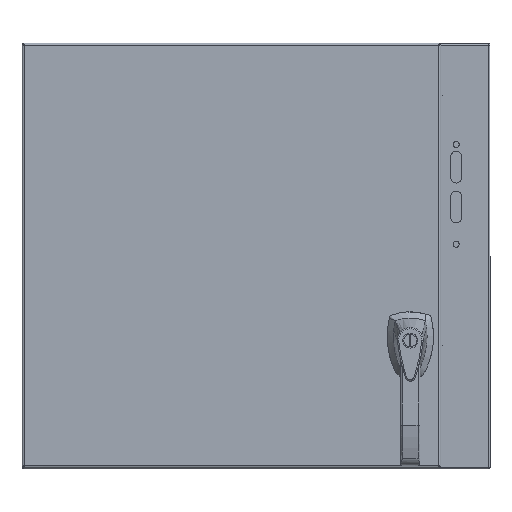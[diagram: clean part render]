
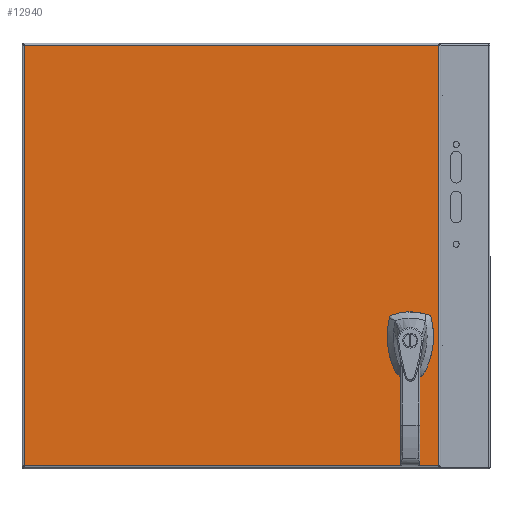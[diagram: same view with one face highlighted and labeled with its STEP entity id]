
A CAD part, front view. The second image highlights one B-rep face of the part: STEP entity #12940.
In plain terms, the highlighted planar face has unit normal (0, -1, 0).
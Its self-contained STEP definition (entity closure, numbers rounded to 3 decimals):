
#373 = DIRECTION ( 'NONE',  ( 0., 0., 1. ) ) ;
#566 = ORIENTED_EDGE ( 'NONE', *, *, #35458, .T. ) ;
#586 = EDGE_CURVE ( 'NONE', #50046, #50046, #25684, .T. ) ;
#914 = VERTEX_POINT ( 'NONE', #1560 ) ;
#1109 = CARTESIAN_POINT ( 'NONE',  ( -276.212, -224.46, 250.85 ) ) ;
#1277 = ORIENTED_EDGE ( 'NONE', *, *, #13455, .T. ) ;
#1298 = DIRECTION ( 'NONE',  ( 1., 0., 0. ) ) ;
#1330 = VERTEX_POINT ( 'NONE', #47462 ) ;
#1376 = EDGE_CURVE ( 'NONE', #23051, #914, #2568, .T. ) ;
#1560 = CARTESIAN_POINT ( 'NONE',  ( 190.462, -224.46, -111.646 ) ) ;
#1625 = VECTOR ( 'NONE', #5517, 1000. ) ;
#1690 = CARTESIAN_POINT ( 'NONE',  ( 194.64, -224.46, -250.876 ) ) ;
#1747 = VECTOR ( 'NONE', #50650, 1000. ) ;
#1882 = ORIENTED_EDGE ( 'NONE', *, *, #40172, .T. ) ;
#2488 = AXIS2_PLACEMENT_3D ( 'NONE', #32010, #53241, #3228 ) ;
#2521 = CARTESIAN_POINT ( 'NONE',  ( 218.364, -224.46, 250.85 ) ) ;
#2568 = LINE ( 'NONE', #31070, #1625 ) ;
#3221 = EDGE_CURVE ( 'NONE', #17872, #6154, #16790, .T. ) ;
#3228 = DIRECTION ( 'NONE',  ( 0., 0., -1. ) ) ;
#3266 = FACE_BOUND ( 'NONE', #48811, .T. ) ;
#4638 = VERTEX_POINT ( 'NONE', #1109 ) ;
#5088 = DIRECTION ( 'NONE',  ( 0.707, 0., 0.707 ) ) ;
#5180 = ORIENTED_EDGE ( 'NONE', *, *, #10458, .T. ) ;
#5517 = DIRECTION ( 'NONE',  ( -0.707, 0., -0.707 ) ) ;
#6154 = VERTEX_POINT ( 'NONE', #40071 ) ;
#8109 = LINE ( 'NONE', #24010, #17741 ) ;
#8437 = CARTESIAN_POINT ( 'NONE',  ( 178.727, -224.46, -111.646 ) ) ;
#9155 = CARTESIAN_POINT ( 'NONE',  ( 184.594, -224.46, -139.827 ) ) ;
#10458 = EDGE_CURVE ( 'NONE', #49503, #23418, #22091, .T. ) ;
#10515 = DIRECTION ( 'NONE',  ( 0., -1., 0. ) ) ;
#10785 = PLANE ( 'NONE',  #19327 ) ;
#11360 = LINE ( 'NONE', #40128, #16921 ) ;
#11920 = CARTESIAN_POINT ( 'NONE',  ( 218.364, -224.46, -250.876 ) ) ;
#12415 = DIRECTION ( 'NONE',  ( -1., 0., 0. ) ) ;
#12796 = EDGE_LOOP ( 'NONE', ( #37948, #566, #1882, #13962 ) ) ;
#12856 = VECTOR ( 'NONE', #13791, 1000. ) ;
#12940 = ADVANCED_FACE ( 'NONE', ( #39570, #47891, #3266 ), #10785, .T. ) ;
#12962 = DIRECTION ( 'NONE',  ( 0.707, 0., -0.707 ) ) ;
#13313 = VERTEX_POINT ( 'NONE', #24068 ) ;
#13455 = EDGE_CURVE ( 'NONE', #914, #17872, #32137, .T. ) ;
#13791 = DIRECTION ( 'NONE',  ( 0., 0., -1. ) ) ;
#13962 = ORIENTED_EDGE ( 'NONE', *, *, #47476, .T. ) ;
#16655 = LINE ( 'NONE', #50513, #46334 ) ;
#16790 = LINE ( 'NONE', #8437, #1747 ) ;
#16848 = ORIENTED_EDGE ( 'NONE', *, *, #50243, .T. ) ;
#16921 = VECTOR ( 'NONE', #31821, 1000. ) ;
#17741 = VECTOR ( 'NONE', #12415, 1000. ) ;
#17872 = VERTEX_POINT ( 'NONE', #40168 ) ;
#18824 = ORIENTED_EDGE ( 'NONE', *, *, #22721, .T. ) ;
#19327 = AXIS2_PLACEMENT_3D ( 'NONE', #23719, #10515, #26941 ) ;
#22091 = LINE ( 'NONE', #34709, #34648 ) ;
#22349 = CARTESIAN_POINT ( 'NONE',  ( 194.64, -224.46, -95.733 ) ) ;
#22721 = EDGE_CURVE ( 'NONE', #23418, #23051, #42317, .T. ) ;
#23051 = VERTEX_POINT ( 'NONE', #52846 ) ;
#23418 = VERTEX_POINT ( 'NONE', #22349 ) ;
#23464 = ORIENTED_EDGE ( 'NONE', *, *, #3221, .T. ) ;
#23719 = CARTESIAN_POINT ( 'NONE',  ( -276.212, -224.46, -250.876 ) ) ;
#24010 = CARTESIAN_POINT ( 'NONE',  ( -276.212, -224.46, 250.85 ) ) ;
#24068 = CARTESIAN_POINT ( 'NONE',  ( 174.549, -224.46, -95.733 ) ) ;
#24268 = EDGE_CURVE ( 'NONE', #13313, #24915, #25547, .T. ) ;
#24915 = VERTEX_POINT ( 'NONE', #31433 ) ;
#25452 = ORIENTED_EDGE ( 'NONE', *, *, #24268, .T. ) ;
#25547 = LINE ( 'NONE', #41934, #52458 ) ;
#25684 = CIRCLE ( 'NONE', #2488, 4.242 ) ;
#26175 = VERTEX_POINT ( 'NONE', #52483 ) ;
#26941 = DIRECTION ( 'NONE',  ( 0., 0., -1. ) ) ;
#27419 = ORIENTED_EDGE ( 'NONE', *, *, #586, .T. ) ;
#29040 = EDGE_CURVE ( 'NONE', #1330, #36532, #41242, .T. ) ;
#30740 = VECTOR ( 'NONE', #31168, 1000. ) ;
#31070 = CARTESIAN_POINT ( 'NONE',  ( 194.64, -224.46, -107.467 ) ) ;
#31168 = DIRECTION ( 'NONE',  ( 1., 0., 0. ) ) ;
#31433 = CARTESIAN_POINT ( 'NONE',  ( 178.727, -224.46, -91.554 ) ) ;
#31647 = DIRECTION ( 'NONE',  ( 0., 0., 1. ) ) ;
#31821 = DIRECTION ( 'NONE',  ( 0., 0., -1. ) ) ;
#32010 = CARTESIAN_POINT ( 'NONE',  ( 184.594, -224.46, -135.585 ) ) ;
#32137 = LINE ( 'NONE', #36162, #51987 ) ;
#34648 = VECTOR ( 'NONE', #12962, 1000. ) ;
#34709 = CARTESIAN_POINT ( 'NONE',  ( 190.462, -224.46, -91.554 ) ) ;
#35458 = EDGE_CURVE ( 'NONE', #36532, #4638, #8109, .T. ) ;
#35475 = LINE ( 'NONE', #51888, #30740 ) ;
#35966 = ORIENTED_EDGE ( 'NONE', *, *, #37530, .T. ) ;
#36162 = CARTESIAN_POINT ( 'NONE',  ( -276.212, -224.46, -111.646 ) ) ;
#36532 = VERTEX_POINT ( 'NONE', #2521 ) ;
#37530 = EDGE_CURVE ( 'NONE', #24915, #49503, #35475, .T. ) ;
#37948 = ORIENTED_EDGE ( 'NONE', *, *, #29040, .T. ) ;
#39435 = ORIENTED_EDGE ( 'NONE', *, *, #1376, .T. ) ;
#39570 = FACE_OUTER_BOUND ( 'NONE', #12796, .T. ) ;
#39705 = CARTESIAN_POINT ( 'NONE',  ( 174.549, -224.46, -250.876 ) ) ;
#40071 = CARTESIAN_POINT ( 'NONE',  ( 174.549, -224.46, -107.467 ) ) ;
#40128 = CARTESIAN_POINT ( 'NONE',  ( -276.212, -224.46, -250.876 ) ) ;
#40168 = CARTESIAN_POINT ( 'NONE',  ( 178.727, -224.46, -111.646 ) ) ;
#40172 = EDGE_CURVE ( 'NONE', #4638, #26175, #11360, .T. ) ;
#40952 = CARTESIAN_POINT ( 'NONE',  ( 190.462, -224.46, -91.554 ) ) ;
#41242 = LINE ( 'NONE', #11920, #42331 ) ;
#41934 = CARTESIAN_POINT ( 'NONE',  ( 174.549, -224.46, -95.733 ) ) ;
#42317 = LINE ( 'NONE', #1690, #12856 ) ;
#42331 = VECTOR ( 'NONE', #373, 1000. ) ;
#46334 = VECTOR ( 'NONE', #1298, 1000. ) ;
#47053 = EDGE_LOOP ( 'NONE', ( #16848, #25452, #35966, #5180, #18824, #39435, #1277, #23464 ) ) ;
#47179 = VECTOR ( 'NONE', #31647, 1000. ) ;
#47462 = CARTESIAN_POINT ( 'NONE',  ( 218.364, -224.46, -250.876 ) ) ;
#47476 = EDGE_CURVE ( 'NONE', #26175, #1330, #16655, .T. ) ;
#47891 = FACE_BOUND ( 'NONE', #47053, .T. ) ;
#48511 = DIRECTION ( 'NONE',  ( -1., 0., 0. ) ) ;
#48811 = EDGE_LOOP ( 'NONE', ( #27419 ) ) ;
#49503 = VERTEX_POINT ( 'NONE', #40952 ) ;
#50046 = VERTEX_POINT ( 'NONE', #9155 ) ;
#50243 = EDGE_CURVE ( 'NONE', #6154, #13313, #51014, .T. ) ;
#50513 = CARTESIAN_POINT ( 'NONE',  ( -276.212, -224.46, -250.876 ) ) ;
#50650 = DIRECTION ( 'NONE',  ( -0.707, 0., 0.707 ) ) ;
#51014 = LINE ( 'NONE', #39705, #47179 ) ;
#51888 = CARTESIAN_POINT ( 'NONE',  ( -276.212, -224.46, -91.554 ) ) ;
#51987 = VECTOR ( 'NONE', #48511, 1000. ) ;
#52458 = VECTOR ( 'NONE', #5088, 1000. ) ;
#52483 = CARTESIAN_POINT ( 'NONE',  ( -276.212, -224.46, -250.876 ) ) ;
#52846 = CARTESIAN_POINT ( 'NONE',  ( 194.64, -224.46, -107.467 ) ) ;
#53241 = DIRECTION ( 'NONE',  ( 0., 1., 0. ) ) ;
